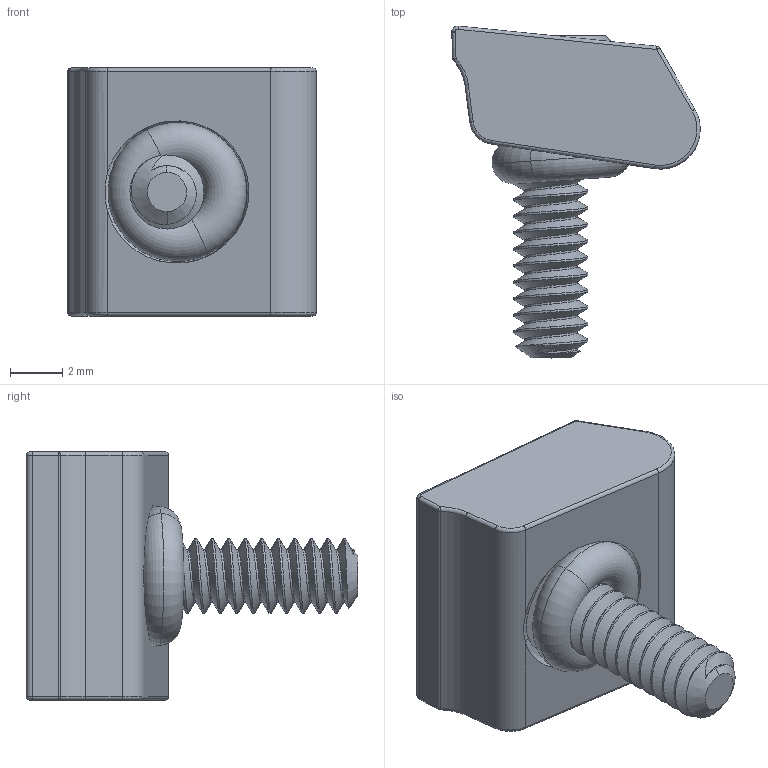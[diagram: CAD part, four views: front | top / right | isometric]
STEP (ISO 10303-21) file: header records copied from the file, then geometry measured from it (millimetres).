
FILE_DESCRIPTION (( 'STEP AP214' ), '1' );
FILE_NAME ('26010.STEP', '2017-07-24T13:35:11', ( 'Mike W' ), ( '' ), 'SwSTEP 2.0', 'SolidWorks 2017', '' );
FILE_SCHEMA (( 'AUTOMOTIVE_DESIGN' ));
Length unit declared in the file: millimetre
Products named in the file (4): 26010; 260101_260101; 004 O-RING_004 O-RING; 44038 SHCS_44038 SHCS
Assembly tree (3 placements, depth 2):
  26010
    260101_260101
    44038 SHCS_44038 SHCS
    004 O-RING_004 O-RING
Bounding box: 9.54 x 12.74 x 9.53 mm (x, y, z)
Volume: 379.2 mm3; surface area: 635.7 mm2
Topology: 3 solids, 3 shells, 159 faces, 393 edges, 241 vertices
Faces by surface type: cylinder 91, plane 23, torus 20, cone 13, bspline 8, sphere 4
Entity records: 6497 total; most frequent: CARTESIAN_POINT 2961, ORIENTED_EDGE 786, DIRECTION 669, EDGE_CURVE 393, AXIS2_PLACEMENT_3D 267, VERTEX_POINT 241, EDGE_LOOP 164, ADVANCED_FACE 159
